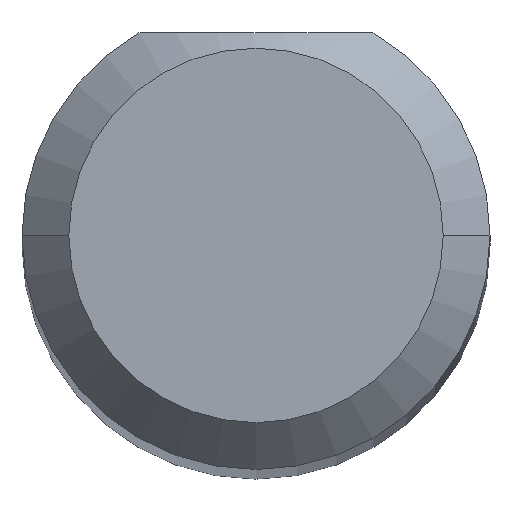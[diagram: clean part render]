
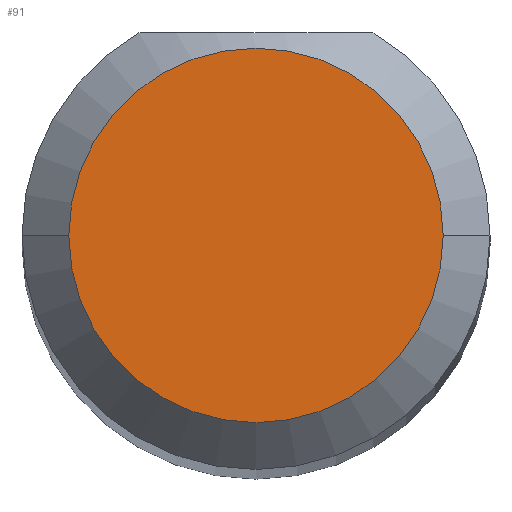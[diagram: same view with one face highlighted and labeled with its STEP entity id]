
A CAD part, top view. The second image highlights one B-rep face of the part: STEP entity #91.
In plain terms, the highlighted planar face has unit normal (0, 0, 1).
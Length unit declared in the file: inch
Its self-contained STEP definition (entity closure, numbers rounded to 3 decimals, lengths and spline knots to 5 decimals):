
#7 = VERTEX_POINT ( 'NONE', #260 ) ;
#25 = ORIENTED_EDGE ( 'NONE', *, *, #166, .T. ) ;
#29 = ORIENTED_EDGE ( 'NONE', *, *, #284, .T. ) ;
#91 = ADVANCED_FACE ( 'NONE', ( #214 ), #330, .T. ) ;
#140 = AXIS2_PLACEMENT_3D ( 'NONE', #334, #328, #341 ) ;
#145 = AXIS2_PLACEMENT_3D ( 'NONE', #316, #313, #315 ) ;
#148 = AXIS2_PLACEMENT_3D ( 'NONE', #302, #303, #304 ) ;
#166 = EDGE_CURVE ( 'NONE', #7, #182, #234, .T. ) ;
#182 = VERTEX_POINT ( 'NONE', #314 ) ;
#198 = EDGE_LOOP ( 'NONE', ( #29, #25 ) ) ;
#214 = FACE_OUTER_BOUND ( 'NONE', #198, .T. ) ;
#234 = CIRCLE ( 'NONE', #145, 0.2 ) ;
#254 = CIRCLE ( 'NONE', #148, 0.2 ) ;
#260 = CARTESIAN_POINT ( 'NONE',  ( 0.2, 0., 3. ) ) ;
#284 = EDGE_CURVE ( 'NONE', #182, #7, #254, .T. ) ;
#302 = CARTESIAN_POINT ( 'NONE',  ( 0., 0., 3. ) ) ;
#303 = DIRECTION ( 'NONE',  ( 0., 0., 1. ) ) ;
#304 = DIRECTION ( 'NONE',  ( 1., 0., 0. ) ) ;
#313 = DIRECTION ( 'NONE',  ( 0., 0., 1. ) ) ;
#314 = CARTESIAN_POINT ( 'NONE',  ( -0.2, 0., 3. ) ) ;
#315 = DIRECTION ( 'NONE',  ( 1., 0., 0. ) ) ;
#316 = CARTESIAN_POINT ( 'NONE',  ( 0., 0., 3. ) ) ;
#328 = DIRECTION ( 'NONE',  ( 0., 0., 1. ) ) ;
#330 = PLANE ( 'NONE',  #140 ) ;
#334 = CARTESIAN_POINT ( 'NONE',  ( 0., 0., 3. ) ) ;
#341 = DIRECTION ( 'NONE',  ( 1., 0., 0. ) ) ;
